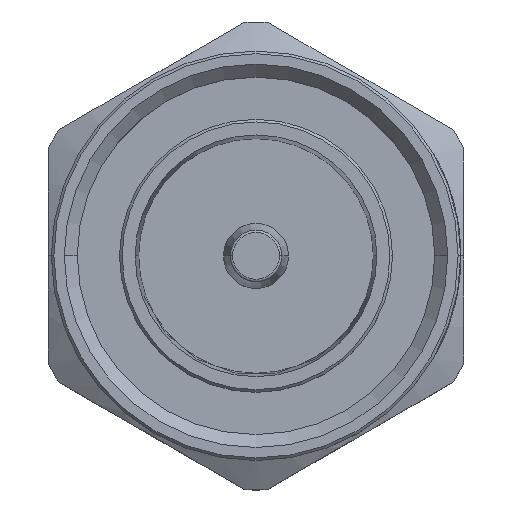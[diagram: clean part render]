
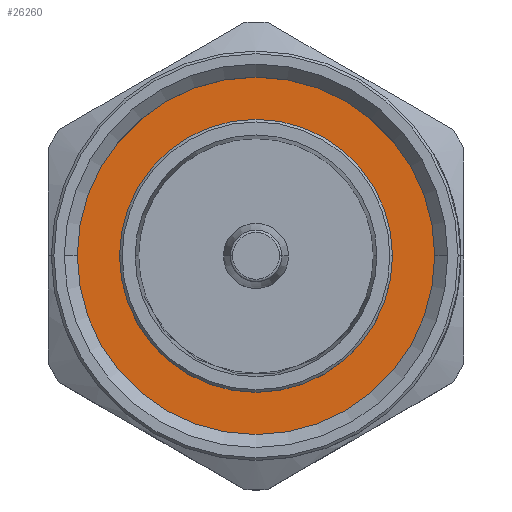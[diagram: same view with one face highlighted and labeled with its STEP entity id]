
A CAD part, top view. The second image highlights one B-rep face of the part: STEP entity #26260.
In plain terms, the highlighted planar face has unit normal (0, 0, 1).
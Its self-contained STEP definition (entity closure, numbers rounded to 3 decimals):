
#1588 = AXIS2_PLACEMENT_3D ( 'NONE', #41494, #38851, #48819 ) ;
#3071 = VERTEX_POINT ( 'NONE', #48567 ) ;
#3939 = EDGE_LOOP ( 'NONE', ( #9546, #38417 ) ) ;
#5311 = DIRECTION ( 'NONE',  ( -1., 0., 0. ) ) ;
#6084 = PLANE ( 'NONE',  #36119 ) ;
#6950 = CIRCLE ( 'NONE', #1588, 14.8 ) ;
#7602 = DIRECTION ( 'NONE',  ( 0., 0., -1. ) ) ;
#8513 = EDGE_CURVE ( 'NONE', #3071, #17613, #6950, .T. ) ;
#8964 = CIRCLE ( 'NONE', #21061, 14.8 ) ;
#9546 = ORIENTED_EDGE ( 'NONE', *, *, #11679, .T. ) ;
#9831 = AXIS2_PLACEMENT_3D ( 'NONE', #38341, #7602, #34158 ) ;
#10260 = FACE_BOUND ( 'NONE', #3939, .T. ) ;
#11228 = EDGE_CURVE ( 'NONE', #48876, #26219, #34214, .T. ) ;
#11679 = EDGE_CURVE ( 'NONE', #26219, #48876, #42499, .T. ) ;
#17613 = VERTEX_POINT ( 'NONE', #18986 ) ;
#17764 = DIRECTION ( 'NONE',  ( -1., 0., 0. ) ) ;
#18986 = CARTESIAN_POINT ( 'NONE',  ( 14.8, 0., -5.45 ) ) ;
#19148 = AXIS2_PLACEMENT_3D ( 'NONE', #43378, #47180, #5311 ) ;
#19771 = DIRECTION ( 'NONE',  ( -1., 0., 0. ) ) ;
#21061 = AXIS2_PLACEMENT_3D ( 'NONE', #30996, #34995, #19771 ) ;
#21291 = DIRECTION ( 'NONE',  ( 0., 0., -1. ) ) ;
#23612 = EDGE_LOOP ( 'NONE', ( #38864, #26135 ) ) ;
#26135 = ORIENTED_EDGE ( 'NONE', *, *, #8513, .T. ) ;
#26219 = VERTEX_POINT ( 'NONE', #44144 ) ;
#26260 = ADVANCED_FACE ( 'NONE', ( #10260, #35403 ), #6084, .F. ) ;
#30996 = CARTESIAN_POINT ( 'NONE',  ( 0., 0., -5.45 ) ) ;
#34158 = DIRECTION ( 'NONE',  ( -1., 0., 0. ) ) ;
#34214 = CIRCLE ( 'NONE', #19148, 10.5 ) ;
#34267 = CARTESIAN_POINT ( 'NONE',  ( -10.5, 0., -5.45 ) ) ;
#34995 = DIRECTION ( 'NONE',  ( 0., 0., 1. ) ) ;
#35403 = FACE_OUTER_BOUND ( 'NONE', #23612, .T. ) ;
#36119 = AXIS2_PLACEMENT_3D ( 'NONE', #40337, #21291, #17764 ) ;
#38341 = CARTESIAN_POINT ( 'NONE',  ( 0., 0., -5.45 ) ) ;
#38417 = ORIENTED_EDGE ( 'NONE', *, *, #11228, .T. ) ;
#38851 = DIRECTION ( 'NONE',  ( 0., 0., 1. ) ) ;
#38864 = ORIENTED_EDGE ( 'NONE', *, *, #45156, .T. ) ;
#40337 = CARTESIAN_POINT ( 'NONE',  ( 0., 0., -5.45 ) ) ;
#41494 = CARTESIAN_POINT ( 'NONE',  ( 0., 0., -5.45 ) ) ;
#42499 = CIRCLE ( 'NONE', #9831, 10.5 ) ;
#43378 = CARTESIAN_POINT ( 'NONE',  ( 0., 0., -5.45 ) ) ;
#44144 = CARTESIAN_POINT ( 'NONE',  ( 10.5, 0., -5.45 ) ) ;
#45156 = EDGE_CURVE ( 'NONE', #17613, #3071, #8964, .T. ) ;
#47180 = DIRECTION ( 'NONE',  ( 0., 0., -1. ) ) ;
#48567 = CARTESIAN_POINT ( 'NONE',  ( -14.8, 0., -5.45 ) ) ;
#48819 = DIRECTION ( 'NONE',  ( -1., 0., 0. ) ) ;
#48876 = VERTEX_POINT ( 'NONE', #34267 ) ;
